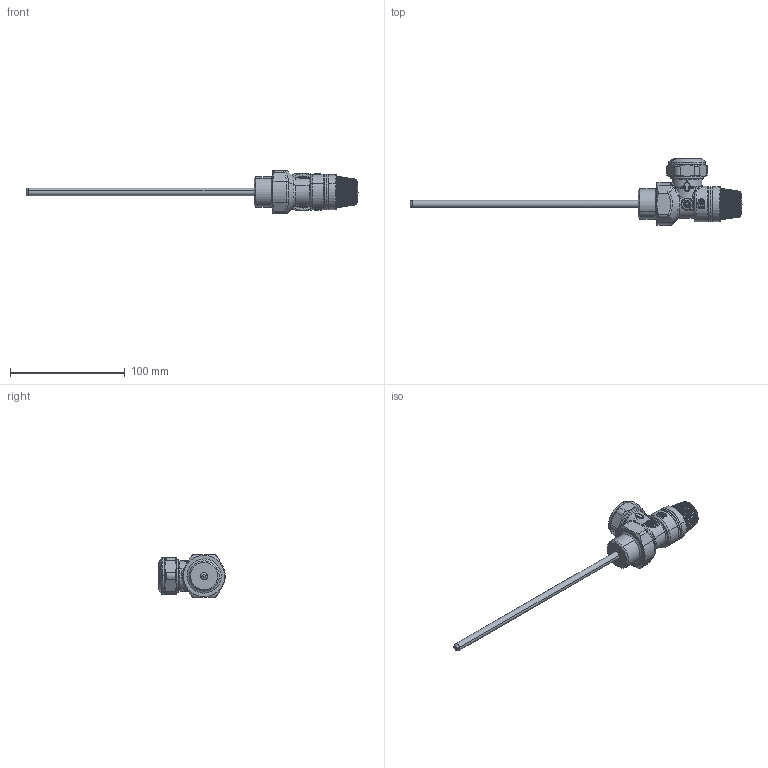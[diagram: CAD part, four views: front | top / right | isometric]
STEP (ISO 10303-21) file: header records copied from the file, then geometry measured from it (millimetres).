
FILE_DESCRIPTION(('CATIA V5 STEP Exchange','CAx-IF Rec.Pracs.--- Model Styling and Organization---1.4--- 2014-01-23','CAx-IF Rec.Pracs.---3D Tessellated Data Validation Properties---0.5---2014-09-14'),'2;1');
FILE_NAME('STEP_309500_-_TST.stp','2022-08-31T08:14:51+00:00',('none'),('none'),'CATIA Version 5-6 Release 2019 SP3','CATIA V5 STEP AP242 v1','none');
FILE_SCHEMA(('AP242_MANAGED_MODEL_BASED_3D_ENGINEERING_MIM_LF {1 0 10303 442 1 1 4}'));
Products named in the file (1): 309500 - TST.CATPART
Bounding box: 288.82 x 57.76 x 36.8 mm (x, y, z)
Volume: 85166.5 mm3; surface area: 20409 mm2
Topology: 2 solids, 3 shells, 1776 faces, 4293 edges, 2407 vertices
Faces by surface type: bspline 1347, cylinder 162, plane 87, sphere 80, cone 51, torus 49
Entity records: 115742 total; most frequent: CARTESIAN_POINT 87044, ORIENTED_EDGE 8302, EDGE_CURVE 4151, B_SPLINE_CURVE_WITH_KNOTS 3490, VERTEX_POINT 2407, EDGE_LOOP 1804, ADVANCED_FACE 1776, FACE_OUTER_BOUND 1776
